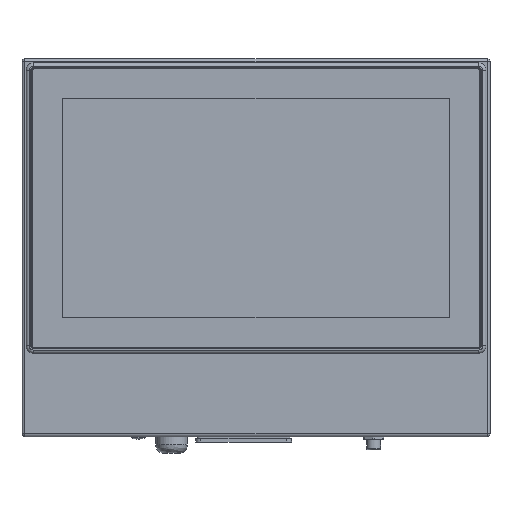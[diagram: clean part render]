
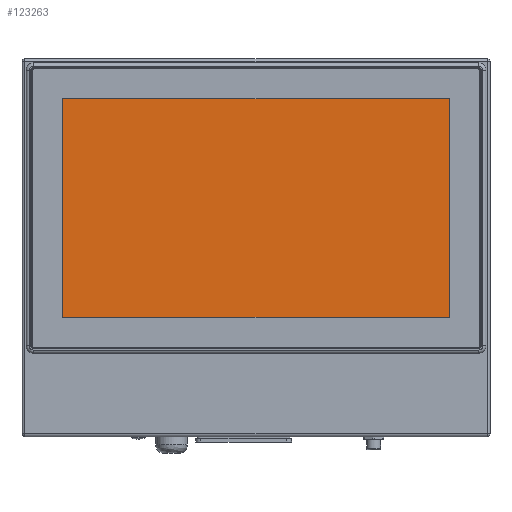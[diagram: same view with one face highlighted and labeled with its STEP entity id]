
A CAD part, top view. The second image highlights one B-rep face of the part: STEP entity #123263.
In plain terms, the highlighted planar face has unit normal (0, 0, 1).
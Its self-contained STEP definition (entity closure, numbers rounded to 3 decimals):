
#123019=CARTESIAN_POINT('',(-238.05,-133.8,2.));
#123020=DIRECTION('',(0.,0.,-1.));
#123021=DIRECTION('',(0.,-1.,0.));
#123022=AXIS2_PLACEMENT_3D('',#123019,#123020,#123021);
#123024=DIRECTION('',(0.,1.,0.));
#123025=VECTOR('',#123024,267.6);
#123026=CARTESIAN_POINT('',(-238.75,-133.8,2.));
#123027=LINE('',#123026,#123025);
#123028=CARTESIAN_POINT('',(-238.05,133.8,2.));
#123029=DIRECTION('',(0.,0.,-1.));
#123030=DIRECTION('',(-1.,0.,0.));
#123031=AXIS2_PLACEMENT_3D('',#123028,#123029,#123030);
#123033=DIRECTION('',(1.,0.,0.));
#123034=VECTOR('',#123033,476.1);
#123035=CARTESIAN_POINT('',(-238.05,134.5,2.));
#123036=LINE('',#123035,#123034);
#123037=CARTESIAN_POINT('',(238.05,133.8,2.));
#123038=DIRECTION('',(0.,0.,-1.));
#123039=DIRECTION('',(0.,1.,0.));
#123040=AXIS2_PLACEMENT_3D('',#123037,#123038,#123039);
#123042=DIRECTION('',(0.,-1.,0.));
#123043=VECTOR('',#123042,267.6);
#123044=CARTESIAN_POINT('',(238.75,133.8,2.));
#123045=LINE('',#123044,#123043);
#123046=CARTESIAN_POINT('',(238.05,-133.8,2.));
#123047=DIRECTION('',(0.,0.,-1.));
#123048=DIRECTION('',(1.,0.,0.));
#123049=AXIS2_PLACEMENT_3D('',#123046,#123047,#123048);
#123051=DIRECTION('',(-1.,0.,0.));
#123052=VECTOR('',#123051,476.1);
#123053=CARTESIAN_POINT('',(238.05,-134.5,2.));
#123054=LINE('',#123053,#123052);
#123075=CARTESIAN_POINT('',(238.05,134.5,2.));
#123076=VERTEX_POINT('',#123075);
#123077=CARTESIAN_POINT('',(-238.05,134.5,2.));
#123078=VERTEX_POINT('',#123077);
#123091=CARTESIAN_POINT('',(-238.75,-133.8,2.));
#123092=VERTEX_POINT('',#123091);
#123093=CARTESIAN_POINT('',(-238.05,-134.5,2.));
#123094=VERTEX_POINT('',#123093);
#123095=CARTESIAN_POINT('',(-238.75,133.8,2.));
#123096=VERTEX_POINT('',#123095);
#123097=CARTESIAN_POINT('',(238.75,133.8,2.));
#123098=VERTEX_POINT('',#123097);
#123099=CARTESIAN_POINT('',(238.75,-133.8,2.));
#123100=VERTEX_POINT('',#123099);
#123101=CARTESIAN_POINT('',(238.05,-134.5,2.));
#123102=VERTEX_POINT('',#123101);
#123244=CARTESIAN_POINT('',(-238.05,-133.8,2.));
#123245=DIRECTION('',(0.,0.,1.));
#123246=DIRECTION('',(1.,0.,0.));
#123247=AXIS2_PLACEMENT_3D('',#123244,#123245,#123246);
#123248=PLANE('',#123247);
#123249=ORIENTED_EDGE('',*,*,#123174,.T.);
#123250=ORIENTED_EDGE('',*,*,#123201,.T.);
#123251=ORIENTED_EDGE('',*,*,#123226,.T.);
#123252=ORIENTED_EDGE('',*,*,#123112,.T.);
#123254=ORIENTED_EDGE('',*,*,#123253,.T.);
#123256=ORIENTED_EDGE('',*,*,#123255,.T.);
#123258=ORIENTED_EDGE('',*,*,#123257,.T.);
#123260=ORIENTED_EDGE('',*,*,#123259,.T.);
#123261=EDGE_LOOP('',(#123249,#123250,#123251,#123252,#123254,#123256,#123258,
#123260));
#123262=FACE_OUTER_BOUND('',#123261,.F.);
#123263=ADVANCED_FACE('',(#123262),#123248,.T.);
#123023=CIRCLE('',#123022,0.7);
#123032=CIRCLE('',#123031,0.7);
#123041=CIRCLE('',#123040,0.7);
#123050=CIRCLE('',#123049,0.7);
#123112=EDGE_CURVE('',#123078,#123076,#123036,.T.);
#123174=EDGE_CURVE('',#123094,#123092,#123023,.T.);
#123201=EDGE_CURVE('',#123092,#123096,#123027,.T.);
#123226=EDGE_CURVE('',#123096,#123078,#123032,.T.);
#123253=EDGE_CURVE('',#123076,#123098,#123041,.T.);
#123255=EDGE_CURVE('',#123098,#123100,#123045,.T.);
#123257=EDGE_CURVE('',#123100,#123102,#123050,.T.);
#123259=EDGE_CURVE('',#123102,#123094,#123054,.T.);
